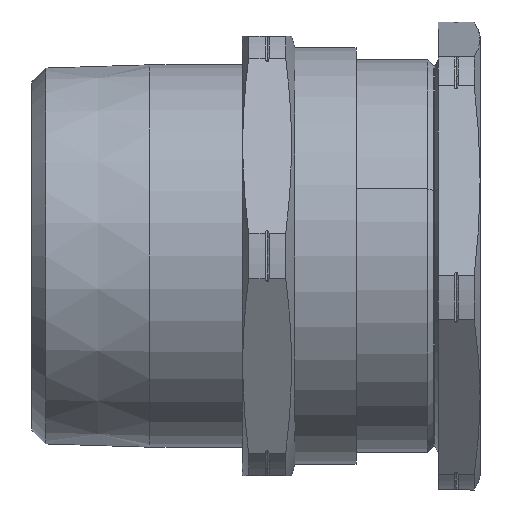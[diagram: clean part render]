
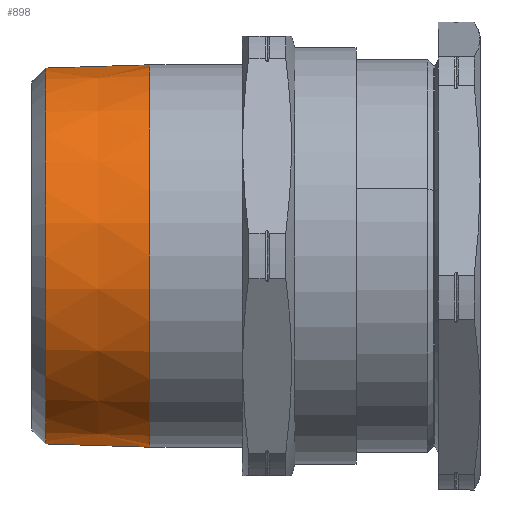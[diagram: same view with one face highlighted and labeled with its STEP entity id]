
A CAD part, front view. The second image highlights one B-rep face of the part: STEP entity #898.
In plain terms, the highlighted conical face has half-angle 1.783 degrees and reference radius 35.813 mm.
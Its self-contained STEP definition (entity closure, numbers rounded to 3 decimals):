
#120 = DIRECTION ( 'NONE',  ( 1., 0., -0.031 ) ) ;
#242 = DIRECTION ( 'NONE',  ( 1., 0., 0.031 ) ) ;
#264 = CARTESIAN_POINT ( 'NONE',  ( 22.54, 0., -36.515 ) ) ;
#284 = EDGE_CURVE ( 'NONE', #2719, #923, #3538, .T. ) ;
#764 = AXIS2_PLACEMENT_3D ( 'NONE', #1083, #835, #824 ) ;
#824 = DIRECTION ( 'NONE',  ( 0., 0., -1. ) ) ;
#834 = EDGE_CURVE ( 'NONE', #923, #1397, #2576, .T. ) ;
#835 = DIRECTION ( 'NONE',  ( 1., 0., 0. ) ) ;
#898 = ADVANCED_FACE ( 'NONE', ( #1386 ), #2869, .T. ) ;
#923 = VERTEX_POINT ( 'NONE', #2739 ) ;
#989 = CARTESIAN_POINT ( 'NONE',  ( 22.54, 0., 36.515 ) ) ;
#1083 = CARTESIAN_POINT ( 'NONE',  ( 0., 0., 0. ) ) ;
#1386 = FACE_OUTER_BOUND ( 'NONE', #2022, .T. ) ;
#1397 = VERTEX_POINT ( 'NONE', #264 ) ;
#1520 = EDGE_CURVE ( 'NONE', #1397, #2718, #2994, .T. ) ;
#1585 = ORIENTED_EDGE ( 'NONE', *, *, #834, .T. ) ;
#1740 = LINE ( 'NONE', #1885, #2871 ) ;
#1766 = CARTESIAN_POINT ( 'NONE',  ( 0., 0., -35.813 ) ) ;
#1830 = EDGE_CURVE ( 'NONE', #2719, #2718, #1740, .T. ) ;
#1831 = ORIENTED_EDGE ( 'NONE', *, *, #284, .T. ) ;
#1876 = DIRECTION ( 'NONE',  ( 0., 0., -1. ) ) ;
#1885 = CARTESIAN_POINT ( 'NONE',  ( 0., 0., 35.813 ) ) ;
#1888 = DIRECTION ( 'NONE',  ( 1., 0., 0. ) ) ;
#1947 = AXIS2_PLACEMENT_3D ( 'NONE', #3509, #1888, #1876 ) ;
#1966 = DIRECTION ( 'NONE',  ( 0., 0., 1. ) ) ;
#1980 = ORIENTED_EDGE ( 'NONE', *, *, #1520, .T. ) ;
#2022 = EDGE_LOOP ( 'NONE', ( #2375, #1831, #1585, #1980 ) ) ;
#2097 = AXIS2_PLACEMENT_3D ( 'NONE', #3377, #3078, #1966 ) ;
#2375 = ORIENTED_EDGE ( 'NONE', *, *, #1830, .F. ) ;
#2576 = LINE ( 'NONE', #1766, #3396 ) ;
#2718 = VERTEX_POINT ( 'NONE', #989 ) ;
#2719 = VERTEX_POINT ( 'NONE', #3461 ) ;
#2739 = CARTESIAN_POINT ( 'NONE',  ( 2.622, 0., -35.895 ) ) ;
#2869 = CONICAL_SURFACE ( 'NONE', #764, 35.813, 0.031 ) ;
#2871 = VECTOR ( 'NONE', #242, 1000. ) ;
#2994 = CIRCLE ( 'NONE', #2097, 36.515 ) ;
#3078 = DIRECTION ( 'NONE',  ( -1., 0., 0. ) ) ;
#3377 = CARTESIAN_POINT ( 'NONE',  ( 22.54, 0., 0. ) ) ;
#3396 = VECTOR ( 'NONE', #120, 1000. ) ;
#3461 = CARTESIAN_POINT ( 'NONE',  ( 2.622, 0., 35.895 ) ) ;
#3509 = CARTESIAN_POINT ( 'NONE',  ( 2.622, 0., 0. ) ) ;
#3538 = CIRCLE ( 'NONE', #1947, 35.895 ) ;
